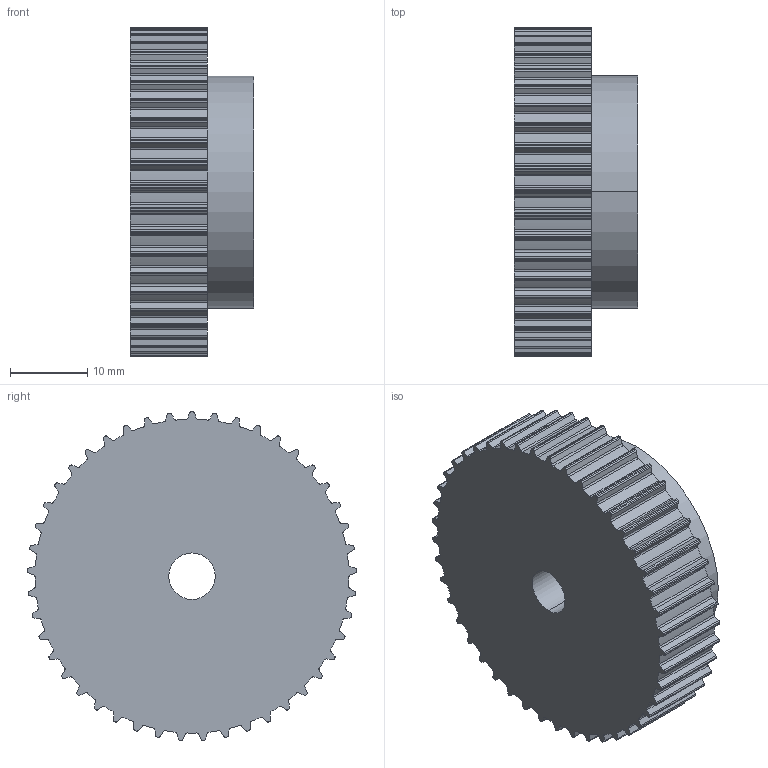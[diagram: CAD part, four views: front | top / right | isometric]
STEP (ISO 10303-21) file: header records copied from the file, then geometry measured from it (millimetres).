
FILE_DESCRIPTION(('STEP AP214'),'1');
FILE_NAME('cctmp_F5EF024E-8119-4CE5-967B-79F234CC874F_2021_1_6_11_39_55_297..stp','2021-01-06T10:39:55',('Mulco-Europe EWIV'),('CADClick - www.CADClick.com'),'Spatial InterOp 3D',' ','unknown authorization');
FILE_SCHEMA(('AUTOMOTIVE_DESIGN'));
Length unit declared in the file: millimetre
Products named in the file (1): 2021_01_06__11-39-55-265
Bounding box: 16 x 42.54 x 42.51 mm (x, y, z)
Volume: 17094.3 mm3; surface area: 5304.7 mm2
Topology: 1 solids, 1 shells, 368 faces, 1095 edges, 730 vertices
Faces by surface type: cylinder 275, plane 93
Entity records: 15601 total; most frequent: DIRECTION 2383, CARTESIAN_POINT 2194, ORIENTED_EDGE 2190, EDGE_CURVE 1095, AXIS2_PLACEMENT_3D 919, VERTEX_POINT 730, CIRCLE 550, LINE 545
